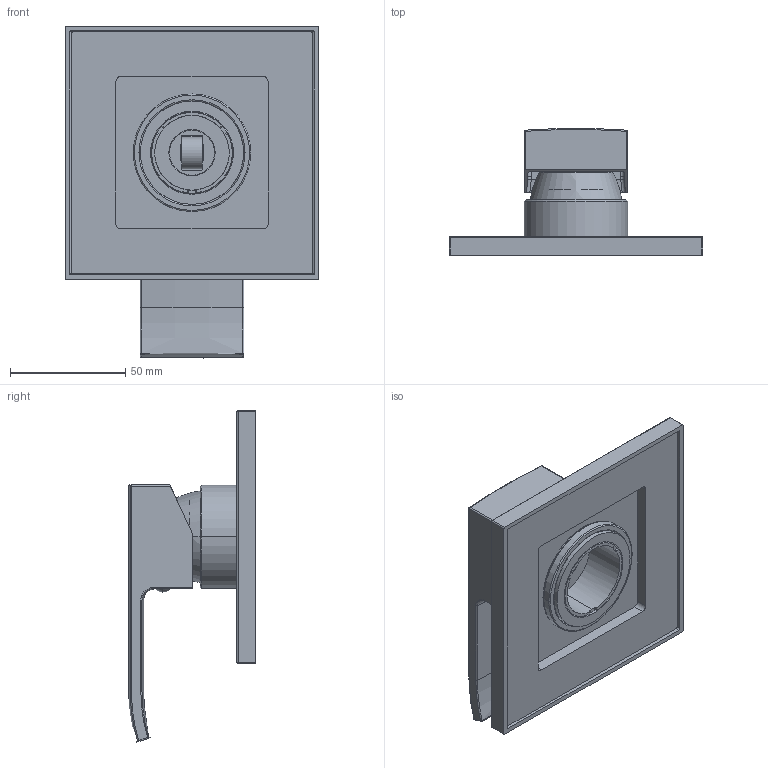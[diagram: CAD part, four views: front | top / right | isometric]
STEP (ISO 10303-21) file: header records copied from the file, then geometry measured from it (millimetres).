
FILE_DESCRIPTION((''),'2;1');
FILE_NAME('LES010CR','2021-05-04T09:25:17',('ut3'),('PAFFONI SpA'),'CREO PARAMETRIC BY PTC INC, 2020044','CREO PARAMETRIC BY PTC INC, 2020044','');
FILE_SCHEMA(('CONFIG_CONTROL_DESIGN','SHAPE_APPEARANCE_LAYERS_GROUPS'));
Length unit declared in the file: millimetre
Products named in the file (1): LES010CR
Bounding box: 110 x 55.01 x 144.05 mm (x, y, z)
Volume: 121712.8 mm3; surface area: 71491.4 mm2
Topology: 2 solids, 2 shells, 939 faces, 2493 edges, 1573 vertices
Faces by surface type: plane 570, cylinder 222, torus 83, cone 29, sphere 20, bspline 15
Entity records: 38621 total; most frequent: CARTESIAN_POINT 8717, ORIENTED_EDGE 4982, DIRECTION 4638, EDGE_CURVE 2491, AXIS2_PLACEMENT_3D 1591, VERTEX_POINT 1573, VECTOR 1456, LINE 1456
